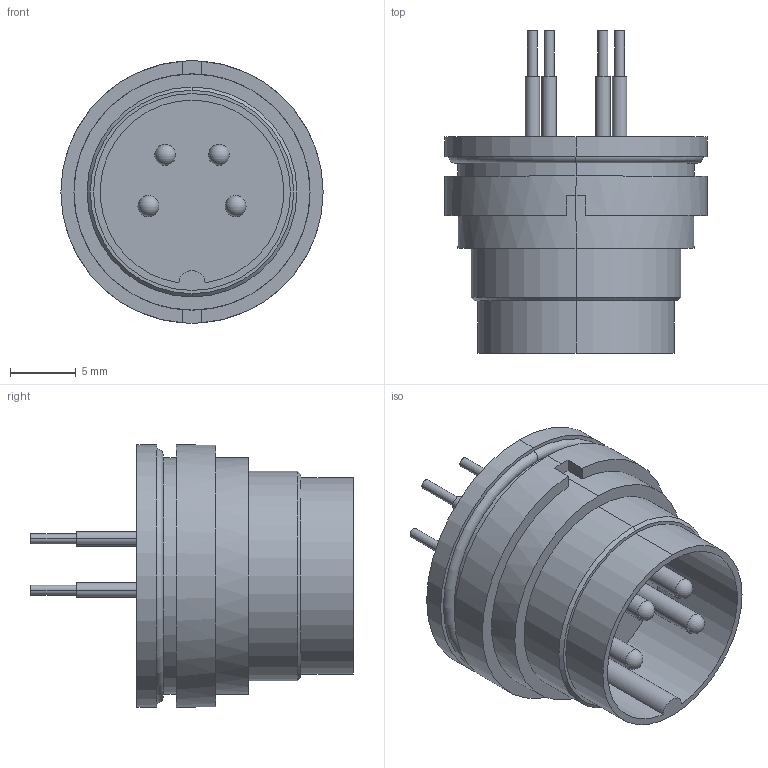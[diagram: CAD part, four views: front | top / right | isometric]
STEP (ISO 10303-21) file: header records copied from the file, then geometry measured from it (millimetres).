
FILE_DESCRIPTION((''),'2;1');
FILE_NAME('09-0111-90-04.stp','2005-04-22T09:47:40',('generator'),(''),'Autodesk Inventor 7','Autodesk Inventor 7','');
FILE_SCHEMA(('AUTOMOTIVE_DESIGN { 1 0 10303 214 1 1 1 1 }'));
Length unit declared in the file: millimetre
Products named in the file (1): 09-0111-90-04
Bounding box: 20 x 24.6 x 20 mm (x, y, z)
Volume: 2183.7 mm3; surface area: 2736.7 mm2
Topology: 1 solids, 1 shells, 79 faces, 183 edges, 118 vertices
Faces by surface type: cylinder 45, plane 26, sphere 4, torus 2, cone 2
Entity records: 2196 total; most frequent: DIRECTION 431, CARTESIAN_POINT 357, ORIENTED_EDGE 334, AXIS2_PLACEMENT_3D 184, EDGE_CURVE 167, VERTEX_POINT 110, CIRCLE 104, EDGE_LOOP 99
